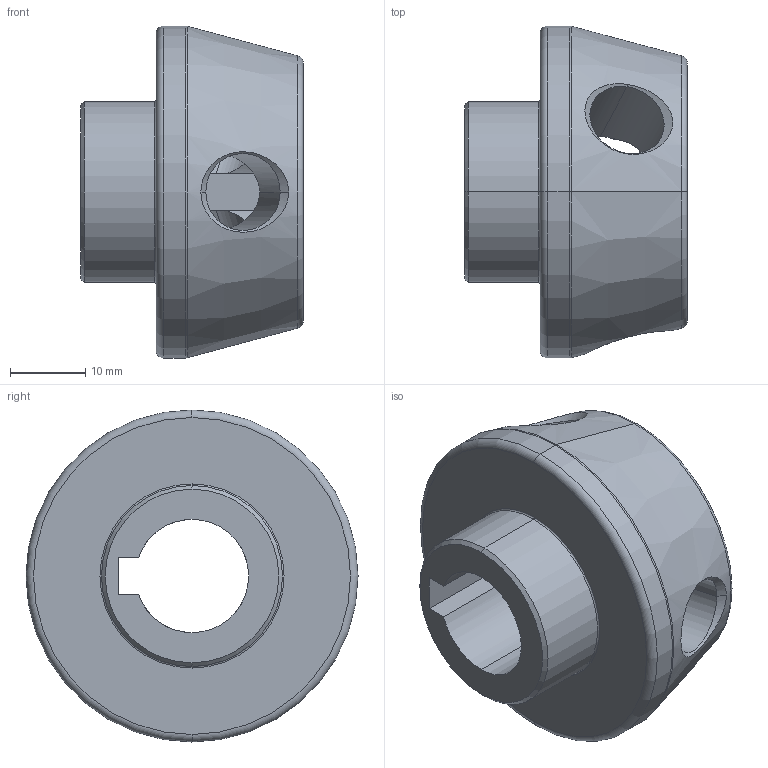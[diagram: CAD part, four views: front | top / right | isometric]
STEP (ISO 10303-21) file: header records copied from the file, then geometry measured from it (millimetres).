
FILE_DESCRIPTION (( 'STEP AP203' ), '1' );
FILE_NAME ('GROG0115-A-INOX-MOYEU VOLANT.STEP', '2024-06-18T10:34:06', ( '' ), ( '' ), 'SwSTEP 2.0', 'SolidWorks 2021', '' );
FILE_SCHEMA (( 'CONFIG_CONTROL_DESIGN' ));
Length unit declared in the file: millimetre
Products named in the file (1): GROG0115-A-INOX-MOYEU VOLANT
Bounding box: 29.5 x 44 x 44 mm (x, y, z)
Volume: 21130 mm3; surface area: 7638.8 mm2
Topology: 1 solids, 1 shells, 39 faces, 96 edges, 58 vertices
Faces by surface type: cylinder 15, cone 10, torus 8, plane 6
Entity records: 1672 total; most frequent: CARTESIAN_POINT 671, DIRECTION 196, ORIENTED_EDGE 192, EDGE_CURVE 96, AXIS2_PLACEMENT_3D 80, VERTEX_POINT 58, EDGE_LOOP 46, CIRCLE 40
